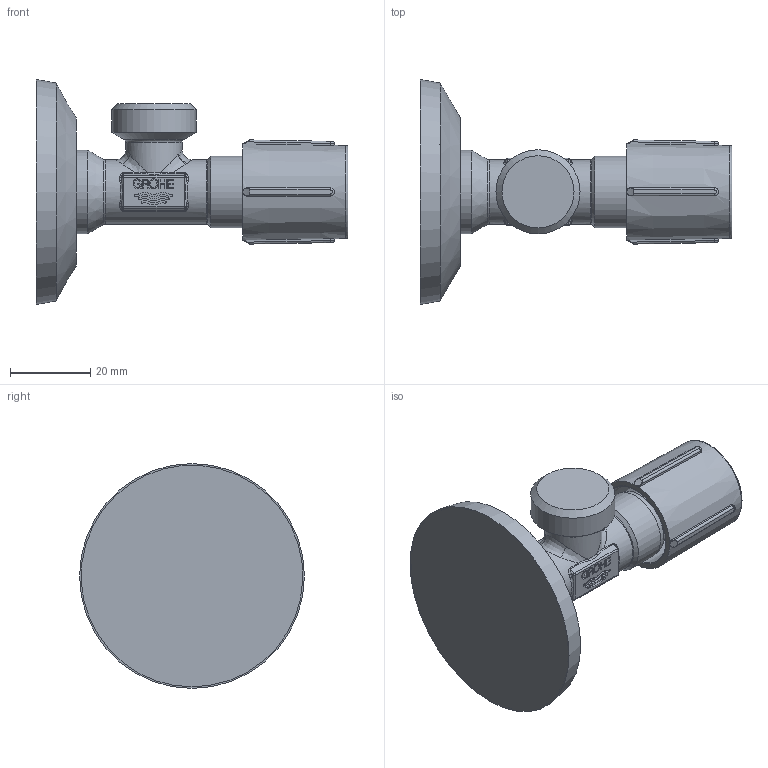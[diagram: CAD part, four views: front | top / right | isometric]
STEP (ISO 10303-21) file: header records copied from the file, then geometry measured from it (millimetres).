
FILE_DESCRIPTION(/* description */ ('Unknown'),/* implementation_level */ '2;1');
FILE_NAME(/* name */ '22041000',/* time_stamp */ '2022-09-06T10:05:50+02:00',/* author */ ('Unknown'),/* organization */ ('GROHE AG'),/* preprocessor_version */ 'ST-DEVELOPER v16.7',/* originating_system */ 'DEX',/* authorisation */ $);
FILE_SCHEMA (('AUTOMOTIVE_DESIGN {1 0 10303 214 3 1 1}'));
Length unit declared in the file: millimetre
Products named in the file (5): 22041000; SL001.RPR 0215; SL033. RPR 0215; SL054.41; SL136.02
Assembly tree (4 placements, depth 2):
  22041000
    SL001.RPR 0215
    SL033. RPR 0215
    SL054.41
    SL136.02
Bounding box: 77.67 x 56 x 56 mm (x, y, z)
Volume: 30890.8 mm3; surface area: 25474.2 mm2
Topology: 4 solids, 6 shells, 647 faces, 1724 edges, 1096 vertices
Faces by surface type: plane 441, cylinder 100, bspline 36, cone 33, torus 29, sphere 8
Full cylindrical faces by diameter (mm): 6.5 x1, 7.2 x1, 7.5 x1, 8 x1, 9.5 x1, 10.3 x1, 11.7 x1, 12 x1, 12.4 x1, 12.8 x1, 13.1 x1, 14 x1, 15 x1, 16 x1, 17.8 x1, 20.8 x1, 20.955 x1, 21 x1
Entity records: 24643 total; most frequent: CARTESIAN_POINT 6888, ORIENTED_EDGE 3280, DIRECTION 2904, EDGE_CURVE 1640, VERTEX_POINT 1076, LINE 996, VECTOR 996, AXIS2_PLACEMENT_3D 954
